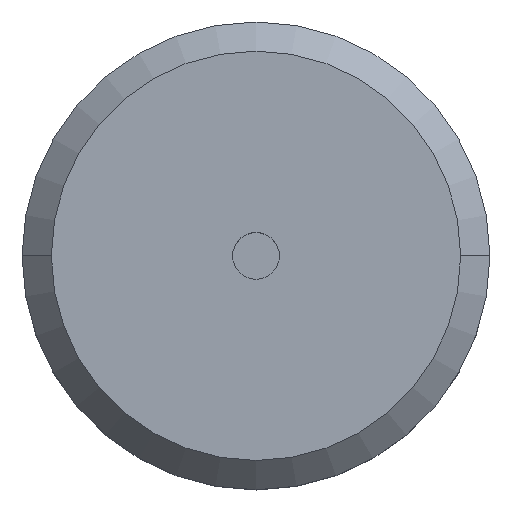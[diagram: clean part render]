
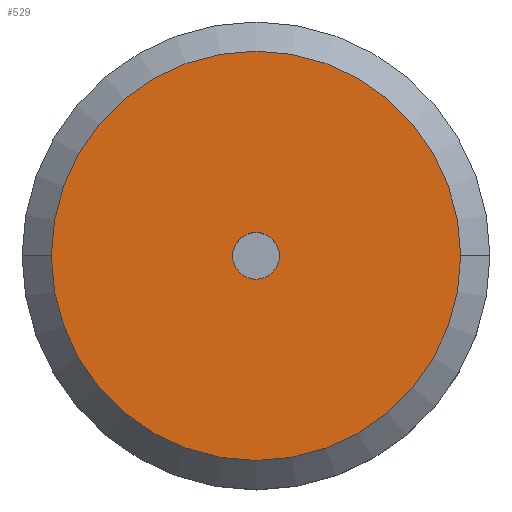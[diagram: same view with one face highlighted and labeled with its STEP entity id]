
A CAD part, top view. The second image highlights one B-rep face of the part: STEP entity #529.
In plain terms, the highlighted planar face has unit normal (0, 0, 1).
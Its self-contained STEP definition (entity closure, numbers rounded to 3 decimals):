
#223=EDGE_CURVE('',#441,#405,#610,.T.);
#345=VERTEX_POINT('',#744);
#379=EDGE_CURVE('',#425,#345,#789,.T.);
#405=VERTEX_POINT('',#816);
#425=VERTEX_POINT('',#839);
#437=EDGE_CURVE('',#405,#441,#851,.T.);
#441=VERTEX_POINT('',#855);
#453=EDGE_CURVE('',#345,#425,#867,.T.);
#529=ADVANCED_FACE('',(#953,#954),#955,.T.);
#610=CIRCLE('',#1036,0.8);
#744=CARTESIAN_POINT('',(-7.,0.,5.));
#789=CIRCLE('',#1315,7.0);
#816=CARTESIAN_POINT('',(-0.8,0.,5.));
#839=CARTESIAN_POINT('',(7.,0.,5.));
#851=CIRCLE('',#1418,0.8);
#855=CARTESIAN_POINT('',(0.8,0.0,5.0));
#867=CIRCLE('',#1457,7.0);
#953=FACE_BOUND('',#1578,.T.);
#954=FACE_OUTER_BOUND('',#1579,.T.);
#955=PLANE('',#1580);
#1036=AXIS2_PLACEMENT_3D('',#1682,#1683,#1684);
#1315=AXIS2_PLACEMENT_3D('',#1918,#1919,#1920);
#1418=AXIS2_PLACEMENT_3D('',#1974,#1975,#1976);
#1457=AXIS2_PLACEMENT_3D('',#1983,#1984,#1985);
#1578=EDGE_LOOP('',(#2084,#2085));
#1579=EDGE_LOOP('',(#2086,#2087));
#1580=AXIS2_PLACEMENT_3D('',#2088,#2089,#2090);
#1682=CARTESIAN_POINT('',(0.,0.0,5.));
#1683=DIRECTION('',(0.0,0.0,-1.0));
#1684=DIRECTION('',(1.0,0.0,0.0));
#1918=CARTESIAN_POINT('',(0.,0.,5.));
#1919=DIRECTION('',(-0.0,0.0,-1.0));
#1920=DIRECTION('',(-1.0,0.,0.0));
#1974=CARTESIAN_POINT('',(0.,0.0,5.));
#1975=DIRECTION('',(0.0,0.0,-1.0));
#1976=DIRECTION('',(1.0,0.0,0.0));
#1983=CARTESIAN_POINT('',(0.,0.,5.));
#1984=DIRECTION('',(-0.0,0.0,-1.0));
#1985=DIRECTION('',(-1.0,0.,0.0));
#2084=ORIENTED_EDGE('',*,*,#223,.T.);
#2085=ORIENTED_EDGE('',*,*,#437,.T.);
#2086=ORIENTED_EDGE('',*,*,#453,.F.);
#2087=ORIENTED_EDGE('',*,*,#379,.F.);
#2088=CARTESIAN_POINT('',(-3.5,0.,5.));
#2089=DIRECTION('',(0.0,0.0,1.0));
#2090=DIRECTION('',(-1.0,0.,0.0));
